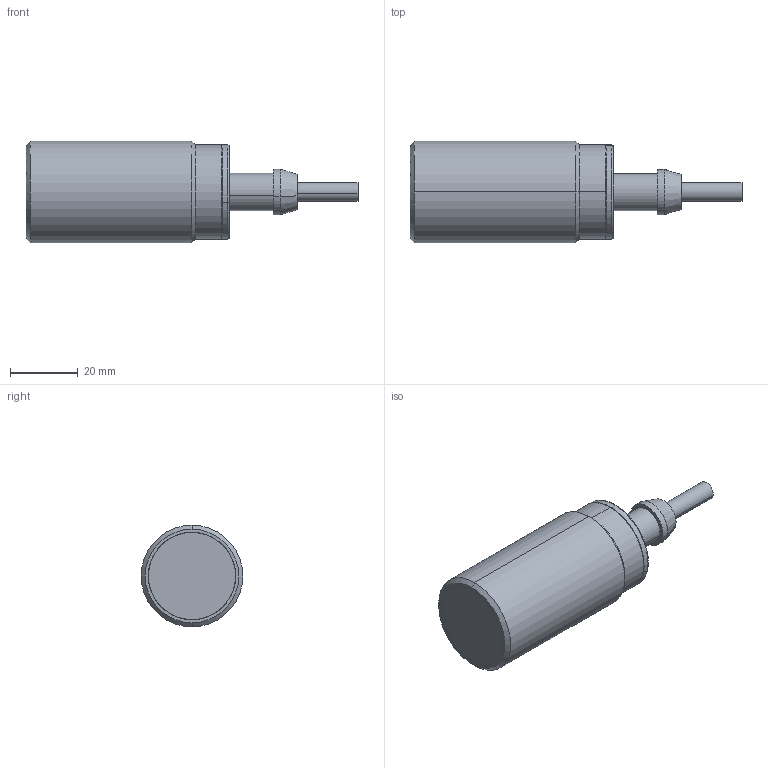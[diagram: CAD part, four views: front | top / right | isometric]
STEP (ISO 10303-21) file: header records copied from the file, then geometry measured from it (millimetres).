
FILE_DESCRIPTION (( 'STEP AP214' ), '1' );
FILE_NAME ('VT1-A0-1B.step', '2018-04-12T22:04:33', ( '' ), ( '' ), 'SwSTEP 2.0', 'SolidWorks 2017', '' );
FILE_SCHEMA (( 'AUTOMOTIVE_DESIGN' ));
Length unit declared in the file: inch
Products named in the file (1): VT1-A0-1B
Bounding box: 98 x 30 x 30 mm (x, y, z)
Volume: 44504.8 mm3; surface area: 14829.6 mm2
Topology: 4 solids, 4 shells, 48 faces, 92 edges, 58 vertices
Faces by surface type: cylinder 24, plane 14, cone 8, bspline 2
Entity records: 1957 total; most frequent: DIRECTION 242, CARTESIAN_POINT 235, ORIENTED_EDGE 184, AXIS2_PLACEMENT_3D 105, EDGE_CURVE 92, VERTEX_POINT 58, CIRCLE 58, EDGE_LOOP 56
